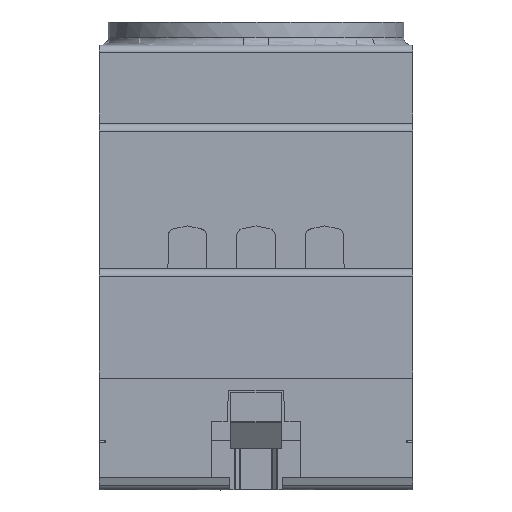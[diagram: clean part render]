
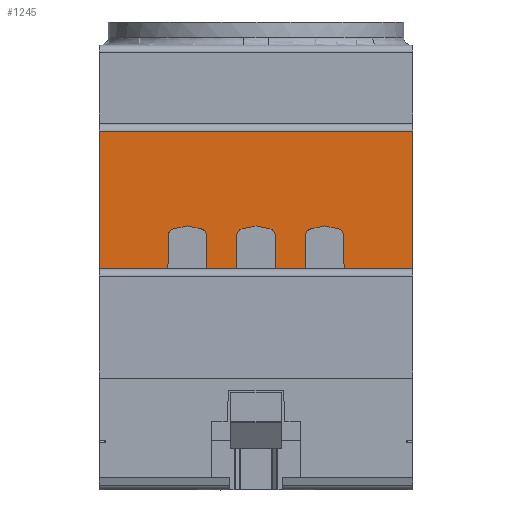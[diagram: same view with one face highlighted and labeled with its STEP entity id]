
A CAD part, front view. The second image highlights one B-rep face of the part: STEP entity #1245.
In plain terms, the highlighted planar face has unit normal (0, -1, 0).
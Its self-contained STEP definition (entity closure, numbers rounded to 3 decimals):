
#438=FACE_OUTER_BOUND('',#5172,.T.);
#1245=ADVANCED_FACE('NONE',(#438),#1950,.F.);
#1950=PLANE('',#13625);
#2371=CIRCLE('',#13622,0.9);
#2372=CIRCLE('',#13623,0.9);
#2373=CIRCLE('',#13624,0.9);
#2650=LINE('',#18034,#3862);
#2688=LINE('',#18177,#3900);
#2689=LINE('',#18180,#3901);
#2690=LINE('',#18182,#3902);
#2691=LINE('',#18189,#3903);
#2692=LINE('',#18191,#3904);
#2693=LINE('',#18195,#3905);
#2694=LINE('',#18197,#3906);
#2695=LINE('',#18199,#3907);
#2696=LINE('',#18201,#3908);
#2697=LINE('',#18202,#3909);
#2698=LINE('',#18204,#3910);
#2699=LINE('',#18211,#3911);
#2700=LINE('',#18213,#3912);
#2701=LINE('',#18220,#3913);
#2702=LINE('',#18222,#3914);
#2703=LINE('',#18224,#3915);
#2704=LINE('',#18228,#3916);
#2705=LINE('',#18230,#3917);
#3862=VECTOR('',#14564,1.);
#3900=VECTOR('',#14630,1.);
#3901=VECTOR('',#14631,1.);
#3902=VECTOR('',#14632,1.);
#3903=VECTOR('',#14633,1.);
#3904=VECTOR('',#14634,1.);
#3905=VECTOR('',#14637,1.);
#3906=VECTOR('',#14638,1.);
#3907=VECTOR('',#14639,1.);
#3908=VECTOR('',#14640,1.);
#3909=VECTOR('',#14641,1.);
#3910=VECTOR('',#14642,1.);
#3911=VECTOR('',#14643,1.);
#3912=VECTOR('',#14644,1.);
#3913=VECTOR('',#14645,1.);
#3914=VECTOR('',#14646,1.);
#3915=VECTOR('',#14647,1.);
#3916=VECTOR('',#14650,1.);
#3917=VECTOR('',#14651,1.);
#5172=EDGE_LOOP('',(#6043,#6044,#6045,#6046,#6047,#6048,#6049,#6050,#6051,
#6052,#6053,#6054,#6055,#6056,#6057,#6058,#6059,#6060,#6061,#6062,#6063,
#6064,#6065,#6066,#6067));
#6043=ORIENTED_EDGE('',*,*,#11320,.F.);
#6044=ORIENTED_EDGE('',*,*,#11321,.F.);
#6045=ORIENTED_EDGE('',*,*,#11322,.F.);
#6046=ORIENTED_EDGE('',*,*,#11323,.T.);
#6047=ORIENTED_EDGE('',*,*,#11324,.F.);
#6048=ORIENTED_EDGE('',*,*,#11325,.F.);
#6049=ORIENTED_EDGE('',*,*,#11326,.T.);
#6050=ORIENTED_EDGE('',*,*,#11327,.F.);
#6051=ORIENTED_EDGE('',*,*,#11328,.F.);
#6052=ORIENTED_EDGE('',*,*,#11329,.F.);
#6053=ORIENTED_EDGE('',*,*,#11330,.F.);
#6054=ORIENTED_EDGE('',*,*,#11265,.F.);
#6055=ORIENTED_EDGE('',*,*,#11331,.F.);
#6056=ORIENTED_EDGE('',*,*,#11332,.F.);
#6057=ORIENTED_EDGE('',*,*,#11333,.T.);
#6058=ORIENTED_EDGE('',*,*,#11334,.F.);
#6059=ORIENTED_EDGE('',*,*,#11335,.F.);
#6060=ORIENTED_EDGE('',*,*,#11336,.T.);
#6061=ORIENTED_EDGE('',*,*,#11337,.F.);
#6062=ORIENTED_EDGE('',*,*,#11338,.F.);
#6063=ORIENTED_EDGE('',*,*,#11339,.F.);
#6064=ORIENTED_EDGE('',*,*,#11340,.T.);
#6065=ORIENTED_EDGE('',*,*,#11341,.F.);
#6066=ORIENTED_EDGE('',*,*,#11342,.F.);
#6067=ORIENTED_EDGE('',*,*,#11343,.T.);
#9952=VERTEX_POINT('',#18033);
#9953=VERTEX_POINT('',#18035);
#10000=VERTEX_POINT('',#18178);
#10001=VERTEX_POINT('',#18179);
#10002=VERTEX_POINT('',#18181);
#10003=VERTEX_POINT('',#18183);
#10004=VERTEX_POINT('',#18188);
#10005=VERTEX_POINT('',#18190);
#10006=VERTEX_POINT('',#18192);
#10007=VERTEX_POINT('',#18194);
#10008=VERTEX_POINT('',#18196);
#10009=VERTEX_POINT('',#18198);
#10010=VERTEX_POINT('',#18200);
#10011=VERTEX_POINT('',#18203);
#10012=VERTEX_POINT('',#18205);
#10013=VERTEX_POINT('',#18210);
#10014=VERTEX_POINT('',#18212);
#10015=VERTEX_POINT('',#18214);
#10016=VERTEX_POINT('',#18219);
#10017=VERTEX_POINT('',#18221);
#10018=VERTEX_POINT('',#18223);
#10019=VERTEX_POINT('',#18225);
#10020=VERTEX_POINT('',#18227);
#10021=VERTEX_POINT('',#18229);
#10022=VERTEX_POINT('',#18231);
#11265=EDGE_CURVE('NONE',#9952,#9953,#2650,.T.);
#11320=EDGE_CURVE('NONE',#10000,#10001,#2688,.T.);
#11321=EDGE_CURVE('NONE',#10002,#10000,#2689,.T.);
#11322=EDGE_CURVE('NONE',#10003,#10002,#2690,.T.);
#11323=EDGE_CURVE('NONE',#10003,#10004,#13215,.T.);
#11324=EDGE_CURVE('NONE',#10005,#10004,#2691,.T.);
#11325=EDGE_CURVE('NONE',#10006,#10005,#2692,.T.);
#11326=EDGE_CURVE('NONE',#10006,#10007,#2371,.T.);
#11327=EDGE_CURVE('NONE',#10008,#10007,#2693,.T.);
#11328=EDGE_CURVE('NONE',#10009,#10008,#2694,.T.);
#11329=EDGE_CURVE('NONE',#10010,#10009,#2695,.T.);
#11330=EDGE_CURVE('NONE',#9953,#10010,#2696,.T.);
#11331=EDGE_CURVE('NONE',#10011,#9952,#2697,.T.);
#11332=EDGE_CURVE('NONE',#10012,#10011,#2698,.T.);
#11333=EDGE_CURVE('NONE',#10012,#10013,#13216,.T.);
#11334=EDGE_CURVE('NONE',#10014,#10013,#2699,.T.);
#11335=EDGE_CURVE('NONE',#10015,#10014,#2700,.T.);
#11336=EDGE_CURVE('NONE',#10015,#10016,#13217,.T.);
#11337=EDGE_CURVE('NONE',#10017,#10016,#2701,.T.);
#11338=EDGE_CURVE('NONE',#10018,#10017,#2702,.T.);
#11339=EDGE_CURVE('NONE',#10019,#10018,#2703,.T.);
#11340=EDGE_CURVE('NONE',#10019,#10020,#2372,.T.);
#11341=EDGE_CURVE('NONE',#10021,#10020,#2704,.T.);
#11342=EDGE_CURVE('NONE',#10022,#10021,#2705,.T.);
#11343=EDGE_CURVE('NONE',#10022,#10001,#2373,.T.);
#13215=B_SPLINE_CURVE_WITH_KNOTS('',3,(#18184,#18185,#18186,#18187),
 .UNSPECIFIED.,.F.,.F.,(4,4),(0.,1.),.UNSPECIFIED.);
#13216=B_SPLINE_CURVE_WITH_KNOTS('',3,(#18206,#18207,#18208,#18209),
 .UNSPECIFIED.,.F.,.F.,(4,4),(0.,1.),.UNSPECIFIED.);
#13217=B_SPLINE_CURVE_WITH_KNOTS('',3,(#18215,#18216,#18217,#18218),
 .UNSPECIFIED.,.F.,.F.,(4,4),(0.,1.),.UNSPECIFIED.);
#13622=AXIS2_PLACEMENT_3D('',#18193,#14635,#14636);
#13623=AXIS2_PLACEMENT_3D('',#18226,#14648,#14649);
#13624=AXIS2_PLACEMENT_3D('',#18232,#14652,#14653);
#13625=AXIS2_PLACEMENT_3D('',#18233,#14654,#14655);
#14564=DIRECTION('',(0.,0.,1.));
#14630=DIRECTION('',(-0.009,0.,1.));
#14631=DIRECTION('',(-1.,0.,0.));
#14632=DIRECTION('',(-0.009,0.,-1.));
#14633=DIRECTION('',(-0.979,0.,-0.205));
#14634=DIRECTION('',(-0.979,0.,0.205));
#14635=DIRECTION('',(0.,1.,0.));
#14636=DIRECTION('',(1.,0.,0.));
#14637=DIRECTION('',(-0.009,0.,1.));
#14638=DIRECTION('',(-1.,0.,0.));
#14639=DIRECTION('',(0.,0.,-1.));
#14640=DIRECTION('',(1.,0.,0.));
#14641=DIRECTION('',(-1.,0.,0.));
#14642=DIRECTION('',(-0.009,0.,-1.));
#14643=DIRECTION('',(-0.979,0.,-0.205));
#14644=DIRECTION('',(-0.979,0.,0.205));
#14645=DIRECTION('',(-0.009,0.,1.));
#14646=DIRECTION('',(-1.,0.,0.));
#14647=DIRECTION('',(-0.009,0.,-1.));
#14648=DIRECTION('',(0.,1.,0.));
#14649=DIRECTION('',(1.,0.,0.));
#14650=DIRECTION('',(-0.979,0.,-0.205));
#14651=DIRECTION('',(-0.979,0.,0.205));
#14652=DIRECTION('',(0.,1.,0.));
#14653=DIRECTION('',(1.,0.,0.));
#14654=DIRECTION('',(0.,1.,0.));
#14655=DIRECTION('',(-1.,0.,0.));
#18033=CARTESIAN_POINT('',(0.,11.6,30.7));
#18034=CARTESIAN_POINT('',(0.,11.6,29.6));
#18035=CARTESIAN_POINT('',(0.,11.6,49.7));
#18177=CARTESIAN_POINT('',(24.39,11.6,30.7));
#18178=CARTESIAN_POINT('',(24.39,11.6,30.7));
#18179=CARTESIAN_POINT('',(24.35,11.6,35.275));
#18180=CARTESIAN_POINT('',(0.,11.6,30.7));
#18181=CARTESIAN_POINT('',(28.51,11.6,30.7));
#18182=CARTESIAN_POINT('',(28.55,11.6,35.275));
#18183=CARTESIAN_POINT('',(28.55,11.6,35.275));
#18184=CARTESIAN_POINT('',(28.55,11.6,35.275));
#18185=CARTESIAN_POINT('',(28.55,11.6,35.676));
#18186=CARTESIAN_POINT('',(28.871,11.6,36.073));
#18187=CARTESIAN_POINT('',(29.266,11.6,36.156));
#18188=CARTESIAN_POINT('',(29.266,11.6,36.156));
#18189=CARTESIAN_POINT('',(31.2,11.6,36.561));
#18190=CARTESIAN_POINT('',(31.2,11.6,36.561));
#18191=CARTESIAN_POINT('',(33.134,11.6,36.156));
#18192=CARTESIAN_POINT('',(33.134,11.6,36.156));
#18193=CARTESIAN_POINT('',(32.95,11.6,35.275));
#18194=CARTESIAN_POINT('',(33.85,11.6,35.275));
#18195=CARTESIAN_POINT('',(33.89,11.6,30.7));
#18196=CARTESIAN_POINT('',(33.89,11.6,30.7));
#18197=CARTESIAN_POINT('',(0.,11.6,30.7));
#18198=CARTESIAN_POINT('',(43.4,11.6,30.7));
#18199=CARTESIAN_POINT('',(43.4,11.6,49.7));
#18200=CARTESIAN_POINT('',(43.4,11.6,49.7));
#18201=CARTESIAN_POINT('',(0.,11.6,49.7));
#18202=CARTESIAN_POINT('',(0.,11.6,30.7));
#18203=CARTESIAN_POINT('',(9.51,11.6,30.7));
#18204=CARTESIAN_POINT('',(9.55,11.6,35.275));
#18205=CARTESIAN_POINT('',(9.55,11.6,35.275));
#18206=CARTESIAN_POINT('',(9.55,11.6,35.275));
#18207=CARTESIAN_POINT('',(9.55,11.6,35.676));
#18208=CARTESIAN_POINT('',(9.871,11.6,36.073));
#18209=CARTESIAN_POINT('',(10.266,11.6,36.156));
#18210=CARTESIAN_POINT('',(10.266,11.6,36.156));
#18211=CARTESIAN_POINT('',(12.2,11.6,36.561));
#18212=CARTESIAN_POINT('',(12.2,11.6,36.561));
#18213=CARTESIAN_POINT('',(14.134,11.6,36.156));
#18214=CARTESIAN_POINT('',(14.134,11.6,36.156));
#18215=CARTESIAN_POINT('',(14.134,11.6,36.156));
#18216=CARTESIAN_POINT('',(14.526,11.6,36.073));
#18217=CARTESIAN_POINT('',(14.85,11.6,35.679));
#18218=CARTESIAN_POINT('',(14.85,11.6,35.275));
#18219=CARTESIAN_POINT('',(14.85,11.6,35.275));
#18220=CARTESIAN_POINT('',(14.89,11.6,30.7));
#18221=CARTESIAN_POINT('',(14.89,11.6,30.7));
#18222=CARTESIAN_POINT('',(0.,11.6,30.7));
#18223=CARTESIAN_POINT('',(19.01,11.6,30.7));
#18224=CARTESIAN_POINT('',(19.05,11.6,35.275));
#18225=CARTESIAN_POINT('',(19.05,11.6,35.275));
#18226=CARTESIAN_POINT('',(19.95,11.6,35.275));
#18227=CARTESIAN_POINT('',(19.766,11.6,36.156));
#18228=CARTESIAN_POINT('',(21.7,11.6,36.561));
#18229=CARTESIAN_POINT('',(21.7,11.6,36.561));
#18230=CARTESIAN_POINT('',(23.634,11.6,36.156));
#18231=CARTESIAN_POINT('',(23.634,11.6,36.156));
#18232=CARTESIAN_POINT('',(23.45,11.6,35.275));
#18233=CARTESIAN_POINT('',(0.,11.6,49.7));
